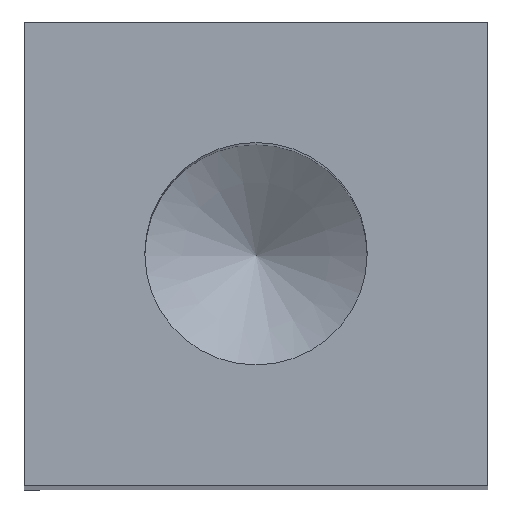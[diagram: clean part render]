
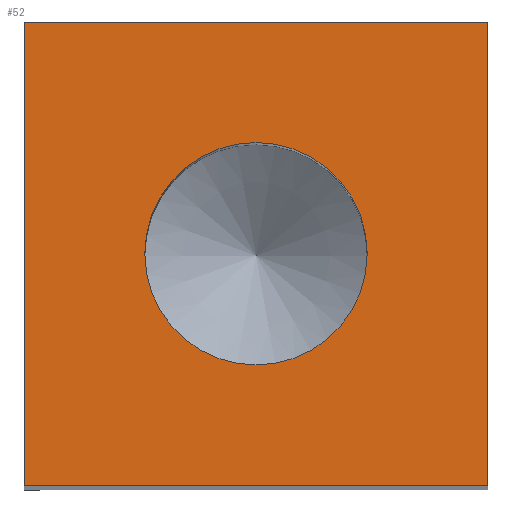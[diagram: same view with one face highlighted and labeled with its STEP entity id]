
A CAD part, top view. The second image highlights one B-rep face of the part: STEP entity #52.
In plain terms, the highlighted planar face has unit normal (0, 0, 1).
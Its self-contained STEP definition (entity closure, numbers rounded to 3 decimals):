
#52=ADVANCED_FACE('',(#92,#93),#62,.F.);
#62=PLANE('',#186);
#68=LINE('',#244,#80);
#69=LINE('',#247,#81);
#70=LINE('',#249,#82);
#71=LINE('',#251,#83);
#80=VECTOR('',#203,1.);
#81=VECTOR('',#204,1.);
#82=VECTOR('',#205,1.);
#83=VECTOR('',#206,1.);
#92=FACE_BOUND('',#104,.T.);
#93=FACE_BOUND('',#105,.T.);
#104=EDGE_LOOP('',(#118));
#105=EDGE_LOOP('',(#119,#120,#121,#122));
#118=ORIENTED_EDGE('',*,*,#164,.T.);
#119=ORIENTED_EDGE('',*,*,#165,.F.);
#120=ORIENTED_EDGE('',*,*,#166,.F.);
#121=ORIENTED_EDGE('',*,*,#167,.F.);
#122=ORIENTED_EDGE('',*,*,#168,.F.);
#150=VERTEX_POINT('',#243);
#151=VERTEX_POINT('',#245);
#152=VERTEX_POINT('',#246);
#153=VERTEX_POINT('',#248);
#154=VERTEX_POINT('',#250);
#164=EDGE_CURVE('',#150,#150,#180,.T.);
#165=EDGE_CURVE('',#151,#152,#68,.T.);
#166=EDGE_CURVE('',#153,#151,#69,.T.);
#167=EDGE_CURVE('',#154,#153,#70,.T.);
#168=EDGE_CURVE('',#152,#154,#71,.T.);
#180=CIRCLE('',#185,1.2);
#185=AXIS2_PLACEMENT_3D('',#242,#201,#202);
#186=AXIS2_PLACEMENT_3D('',#252,#207,#208);
#201=DIRECTION('',(0.,0.,-1.));
#202=DIRECTION('',(-1.,0.,0.));
#203=DIRECTION('',(0.,-1.,0.));
#204=DIRECTION('',(1.,0.,0.));
#205=DIRECTION('',(0.,1.,0.));
#206=DIRECTION('',(-1.,0.,0.));
#207=DIRECTION('',(0.,0.,-1.));
#208=DIRECTION('',(-1.,0.,0.));
#242=CARTESIAN_POINT('',(-2.5,3.5,28.));
#243=CARTESIAN_POINT('',(-3.7,3.5,28.));
#244=CARTESIAN_POINT('',(0.,1.,28.));
#245=CARTESIAN_POINT('',(0.,6.,28.));
#246=CARTESIAN_POINT('',(0.,1.,28.));
#247=CARTESIAN_POINT('',(0.,6.,28.));
#248=CARTESIAN_POINT('',(-5.,6.,28.));
#249=CARTESIAN_POINT('',(-5.,6.,28.));
#250=CARTESIAN_POINT('',(-5.,1.,28.));
#251=CARTESIAN_POINT('',(-5.,1.,28.));
#252=CARTESIAN_POINT('',(169.5,65.5,28.));
